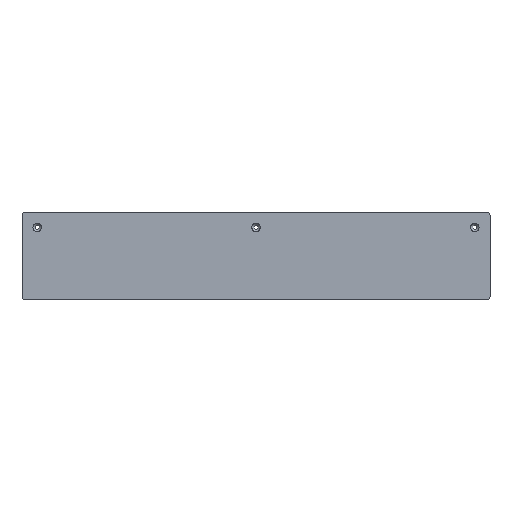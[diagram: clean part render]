
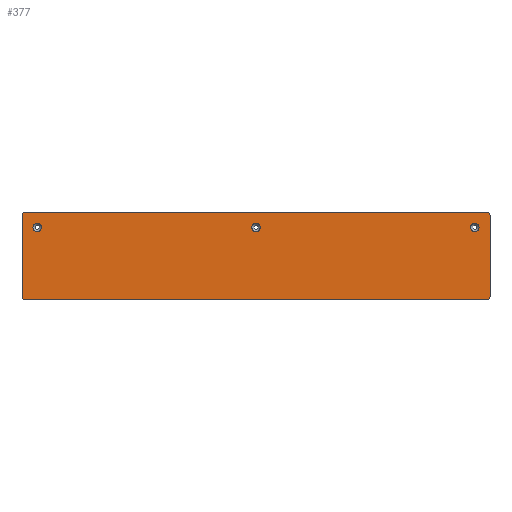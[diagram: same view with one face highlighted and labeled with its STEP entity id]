
A CAD part, top view. The second image highlights one B-rep face of the part: STEP entity #377.
In plain terms, the highlighted planar face has unit normal (0, 0, 1).
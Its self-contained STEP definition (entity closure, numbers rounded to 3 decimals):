
#22=FACE_BOUND('',#85,.T.);
#23=FACE_BOUND('',#86,.T.);
#24=FACE_BOUND('',#87,.T.);
#32=PLANE('',#433);
#61=FACE_OUTER_BOUND('',#84,.T.);
#84=EDGE_LOOP('',(#344,#345,#346,#347,#348,#349,#350,#351));
#85=EDGE_LOOP('',(#352));
#86=EDGE_LOOP('',(#353));
#87=EDGE_LOOP('',(#354));
#100=LINE('',#610,#130);
#111=LINE('',#644,#141);
#116=LINE('',#655,#146);
#117=LINE('',#657,#147);
#130=VECTOR('',#497,10.);
#141=VECTOR('',#530,10.);
#146=VECTOR('',#545,10.);
#147=VECTOR('',#548,10.);
#149=CIRCLE('',#395,2.75);
#152=CIRCLE('',#400,2.75);
#155=CIRCLE('',#405,2.75);
#158=CIRCLE('',#410,2.);
#166=CIRCLE('',#423,2.);
#167=CIRCLE('',#425,2.);
#168=CIRCLE('',#430,2.);
#170=VERTEX_POINT('',#558);
#173=VERTEX_POINT('',#568);
#176=VERTEX_POINT('',#578);
#180=VERTEX_POINT('',#589);
#181=VERTEX_POINT('',#591);
#188=VERTEX_POINT('',#609);
#197=VERTEX_POINT('',#633);
#198=VERTEX_POINT('',#637);
#199=VERTEX_POINT('',#639);
#200=VERTEX_POINT('',#643);
#201=VERTEX_POINT('',#651);
#204=EDGE_CURVE('',#170,#170,#149,.T.);
#209=EDGE_CURVE('',#173,#173,#152,.T.);
#214=EDGE_CURVE('',#176,#176,#155,.T.);
#219=EDGE_CURVE('',#180,#181,#158,.T.);
#228=EDGE_CURVE('',#181,#188,#100,.T.);
#240=EDGE_CURVE('',#188,#197,#166,.T.);
#243=EDGE_CURVE('',#198,#199,#167,.T.);
#245=EDGE_CURVE('',#199,#200,#111,.T.);
#249=EDGE_CURVE('',#200,#201,#168,.T.);
#251=EDGE_CURVE('',#197,#198,#116,.T.);
#252=EDGE_CURVE('',#201,#180,#117,.T.);
#344=ORIENTED_EDGE('',*,*,#219,.F.);
#345=ORIENTED_EDGE('',*,*,#252,.F.);
#346=ORIENTED_EDGE('',*,*,#249,.F.);
#347=ORIENTED_EDGE('',*,*,#245,.F.);
#348=ORIENTED_EDGE('',*,*,#243,.F.);
#349=ORIENTED_EDGE('',*,*,#251,.F.);
#350=ORIENTED_EDGE('',*,*,#240,.F.);
#351=ORIENTED_EDGE('',*,*,#228,.F.);
#352=ORIENTED_EDGE('',*,*,#204,.T.);
#353=ORIENTED_EDGE('',*,*,#209,.T.);
#354=ORIENTED_EDGE('',*,*,#214,.T.);
#377=ADVANCED_FACE('',(#61,#22,#23,#24),#32,.T.);
#395=AXIS2_PLACEMENT_3D('',#560,#444,#445);
#400=AXIS2_PLACEMENT_3D('',#570,#456,#457);
#405=AXIS2_PLACEMENT_3D('',#580,#468,#469);
#410=AXIS2_PLACEMENT_3D('',#592,#480,#481);
#423=AXIS2_PLACEMENT_3D('',#634,#519,#520);
#425=AXIS2_PLACEMENT_3D('',#640,#525,#526);
#430=AXIS2_PLACEMENT_3D('',#652,#540,#541);
#433=AXIS2_PLACEMENT_3D('',#658,#549,#550);
#444=DIRECTION('center_axis',(0.,0.,
-1.));
#445=DIRECTION('ref_axis',(1.,0.,0.));
#456=DIRECTION('center_axis',(0.,0.,
-1.));
#457=DIRECTION('ref_axis',(1.,0.,0.));
#468=DIRECTION('center_axis',(0.,0.,
-1.));
#469=DIRECTION('ref_axis',(1.,0.,0.));
#480=DIRECTION('center_axis',(0.,0.,
-1.));
#481=DIRECTION('ref_axis',(-0.707,-0.707,0.));
#497=DIRECTION('',(0.,1.,0.));
#519=DIRECTION('center_axis',(0.,0.,
-1.));
#520=DIRECTION('ref_axis',(-0.707,0.707,0.));
#525=DIRECTION('center_axis',(0.,0.,
-1.));
#526=DIRECTION('ref_axis',(0.707,0.707,0.));
#530=DIRECTION('',(0.,-1.,0.));
#540=DIRECTION('center_axis',(0.,0.,
-1.));
#541=DIRECTION('ref_axis',(0.707,-0.707,0.));
#545=DIRECTION('',(1.,0.,0.));
#548=DIRECTION('',(-1.,0.,0.));
#549=DIRECTION('center_axis',(0.,0.,
1.));
#550=DIRECTION('ref_axis',(-1.,0.,0.));
#558=CARTESIAN_POINT('',(28.825,-46.313,-0.4));
#560=CARTESIAN_POINT('Origin',(31.575,-46.313,-0.4));
#568=CARTESIAN_POINT('',(313.338,-46.313,-0.4));
#570=CARTESIAN_POINT('Origin',(316.088,-46.313,-0.4));
#578=CARTESIAN_POINT('',(171.081,-46.313,-0.4));
#580=CARTESIAN_POINT('Origin',(173.831,-46.313,-0.4));
#589=CARTESIAN_POINT('',(23.675,-93.388,-0.4));
#591=CARTESIAN_POINT('',(21.675,-91.388,-0.4));
#592=CARTESIAN_POINT('Origin',(23.675,-91.388,-0.4));
#609=CARTESIAN_POINT('',(21.675,-38.413,-0.4));
#610=CARTESIAN_POINT('',(21.675,-79.194,-0.4));
#633=CARTESIAN_POINT('',(23.675,-36.413,-0.4));
#634=CARTESIAN_POINT('Origin',(23.675,-38.413,-0.4));
#637=CARTESIAN_POINT('',(323.988,-36.413,-0.4));
#639=CARTESIAN_POINT('',(325.988,-38.413,-0.4));
#640=CARTESIAN_POINT('Origin',(323.988,-38.413,-0.4));
#643=CARTESIAN_POINT('',(325.988,-91.388,-0.4));
#644=CARTESIAN_POINT('',(325.988,-50.607,-0.4));
#651=CARTESIAN_POINT('',(323.988,-93.388,-0.4));
#652=CARTESIAN_POINT('Origin',(323.988,-91.388,-0.4));
#655=CARTESIAN_POINT('',(97.703,-36.413,-0.4));
#657=CARTESIAN_POINT('',(249.959,-93.388,-0.4));
#658=CARTESIAN_POINT('Origin',(173.831,-64.9,-0.4));
